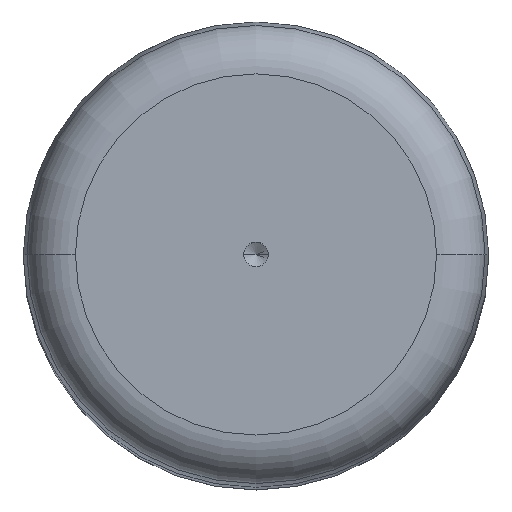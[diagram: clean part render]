
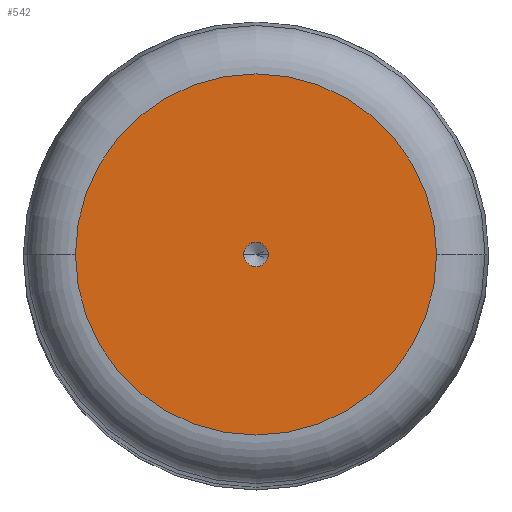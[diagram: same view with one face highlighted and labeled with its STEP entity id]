
A CAD part, top view. The second image highlights one B-rep face of the part: STEP entity #542.
In plain terms, the highlighted planar face has unit normal (0, 0, 1).
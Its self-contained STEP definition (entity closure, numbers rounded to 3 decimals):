
#36 = DIRECTION ( 'NONE',  ( 0., 0., 1. ) ) ;
#51 = ORIENTED_EDGE ( 'NONE', *, *, #498, .T. ) ;
#59 = DIRECTION ( 'NONE',  ( 1., 0., 0. ) ) ;
#62 = VERTEX_POINT ( 'NONE', #540 ) ;
#76 = AXIS2_PLACEMENT_3D ( 'NONE', #109, #368, #417 ) ;
#78 = DIRECTION ( 'NONE',  ( 0., 0., 1. ) ) ;
#109 = CARTESIAN_POINT ( 'NONE',  ( 0., 0., 140. ) ) ;
#152 = VERTEX_POINT ( 'NONE', #482 ) ;
#158 = PLANE ( 'NONE',  #253 ) ;
#200 = CIRCLE ( 'NONE', #76, 14.75 ) ;
#206 = DIRECTION ( 'NONE',  ( 0., 0., 1. ) ) ;
#209 = ORIENTED_EDGE ( 'NONE', *, *, #580, .T. ) ;
#239 = VERTEX_POINT ( 'NONE', #654 ) ;
#241 = DIRECTION ( 'NONE',  ( 1., 0., 0. ) ) ;
#253 = AXIS2_PLACEMENT_3D ( 'NONE', #526, #206, #582 ) ;
#263 = DIRECTION ( 'NONE',  ( 0., 0., 1. ) ) ;
#284 = EDGE_CURVE ( 'NONE', #239, #152, #405, .T. ) ;
#288 = ORIENTED_EDGE ( 'NONE', *, *, #371, .F. ) ;
#291 = DIRECTION ( 'NONE',  ( 1., 0., 0. ) ) ;
#334 = CARTESIAN_POINT ( 'NONE',  ( 0., 0., 140. ) ) ;
#357 = CARTESIAN_POINT ( 'NONE',  ( -14.75, 0., 140. ) ) ;
#368 = DIRECTION ( 'NONE',  ( 0., 0., 1. ) ) ;
#371 = EDGE_CURVE ( 'NONE', #152, #239, #663, .T. ) ;
#376 = FACE_BOUND ( 'NONE', #437, .T. ) ;
#389 = VERTEX_POINT ( 'NONE', #357 ) ;
#405 = CIRCLE ( 'NONE', #465, 1. ) ;
#417 = DIRECTION ( 'NONE',  ( 1., 0., 0. ) ) ;
#437 = EDGE_LOOP ( 'NONE', ( #288, #512 ) ) ;
#465 = AXIS2_PLACEMENT_3D ( 'NONE', #334, #78, #291 ) ;
#480 = AXIS2_PLACEMENT_3D ( 'NONE', #609, #36, #241 ) ;
#482 = CARTESIAN_POINT ( 'NONE',  ( 1., 0., 140. ) ) ;
#498 = EDGE_CURVE ( 'NONE', #389, #62, #614, .T. ) ;
#499 = FACE_OUTER_BOUND ( 'NONE', #525, .T. ) ;
#512 = ORIENTED_EDGE ( 'NONE', *, *, #284, .F. ) ;
#523 = CARTESIAN_POINT ( 'NONE',  ( 0., 0., 140. ) ) ;
#525 = EDGE_LOOP ( 'NONE', ( #209, #51 ) ) ;
#526 = CARTESIAN_POINT ( 'NONE',  ( 0., 0., 140. ) ) ;
#540 = CARTESIAN_POINT ( 'NONE',  ( 14.75, 0., 140. ) ) ;
#541 = AXIS2_PLACEMENT_3D ( 'NONE', #523, #263, #59 ) ;
#542 = ADVANCED_FACE ( 'NONE', ( #376, #499 ), #158, .T. ) ;
#580 = EDGE_CURVE ( 'NONE', #62, #389, #200, .T. ) ;
#582 = DIRECTION ( 'NONE',  ( 1., 0., 0. ) ) ;
#609 = CARTESIAN_POINT ( 'NONE',  ( 0., 0., 140. ) ) ;
#614 = CIRCLE ( 'NONE', #541, 14.75 ) ;
#654 = CARTESIAN_POINT ( 'NONE',  ( -1., 0., 140. ) ) ;
#663 = CIRCLE ( 'NONE', #480, 1. ) ;
